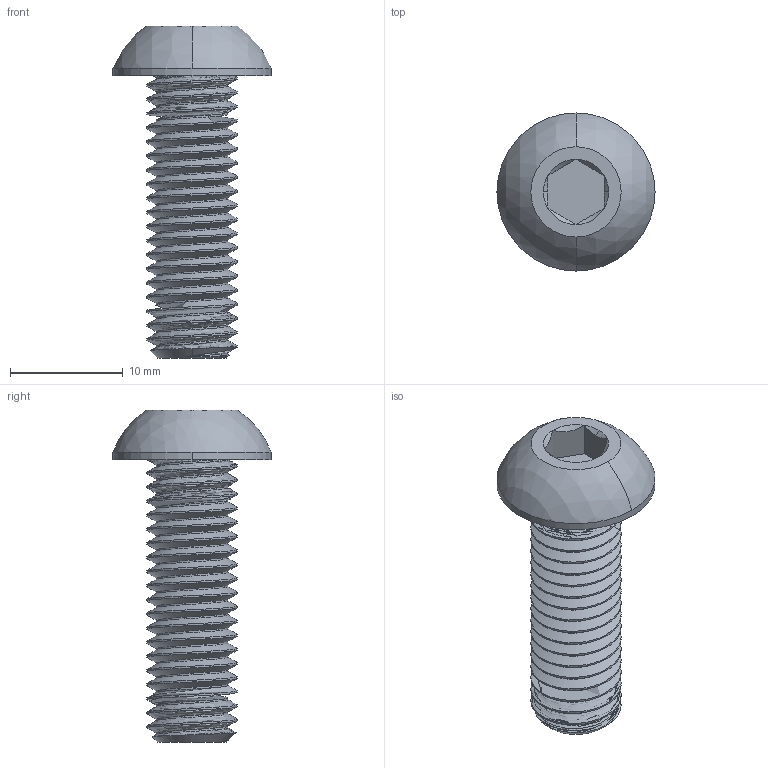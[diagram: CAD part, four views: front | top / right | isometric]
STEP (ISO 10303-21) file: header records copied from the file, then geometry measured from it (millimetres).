
FILE_DESCRIPTION(('HOOPS Exchange Step'),'2;1');
FILE_NAME('export-A8884C88-CC82-45A2-AACF-4255941D3B45.stp','2022-04-11T22:49:33+03:00',('othaa'),('Alibre'),'HOOPS Exchange 2020.1','Alibre','Unknown authorisation');
FILE_SCHEMA( ('AP242_MANAGED_MODEL_BASED_3D_ENGINEERING_MIM_LF {1 0 10303 442 1 1 4 }') );
Length unit declared in the file: millimetre
Products named in the file (1): M8
Bounding box: 14 x 14 x 29.4 mm (x, y, z)
Volume: 1463.1 mm3; surface area: 1433.2 mm2
Topology: 1 solids, 1 shells, 67 faces, 177 edges, 114 vertices
Faces by surface type: cylinder 41, cone 11, plane 10, bspline 3, sphere 2
Entity records: 5198 total; most frequent: CARTESIAN_POINT 3779, ORIENTED_EDGE 354, DIRECTION 233, EDGE_CURVE 177, VERTEX_POINT 114, AXIS2_PLACEMENT_3D 88, EDGE_LOOP 69, FACE_BOUND 69
